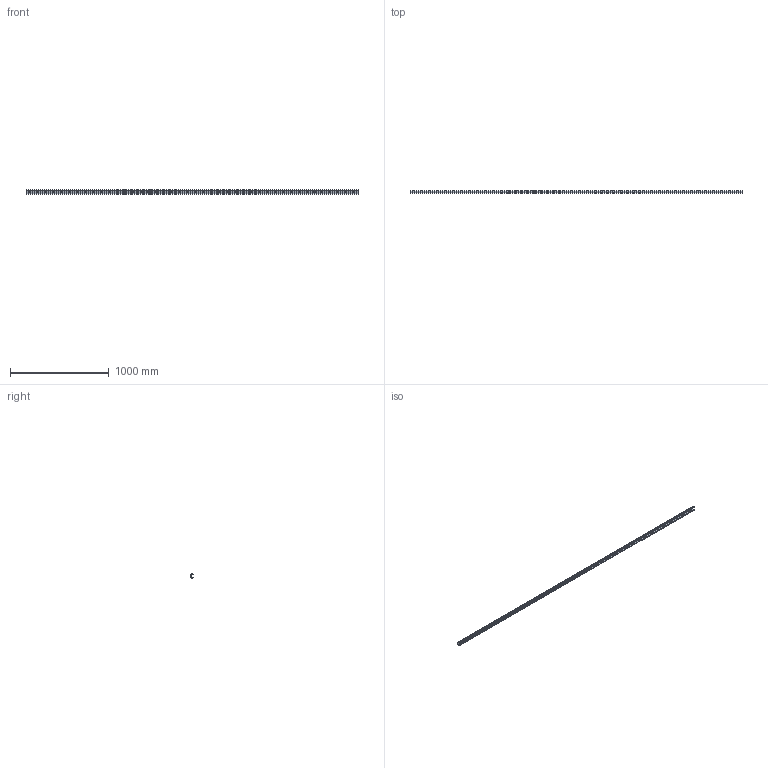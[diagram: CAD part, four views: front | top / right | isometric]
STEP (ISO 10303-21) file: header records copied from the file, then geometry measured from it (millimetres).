
FILE_DESCRIPTION (( 'STEP AP214' ), '1' );
FILE_NAME ('S-LBX 45-3360.STEP', '2023-11-14T09:20:56', ( '' ), ( '' ), 'SwSTEP 2.0', 'SolidWorks 2020', '' );
FILE_SCHEMA (( 'AUTOMOTIVE_DESIGN' ));
Length unit declared in the file: millimetre
Products named in the file (1): S-LBX 45-3360
Bounding box: 3360 x 22.67 x 45.14 mm (x, y, z)
Volume: 941187.5 mm3; surface area: 499015.7 mm2
Topology: 1 solids, 1 shells, 199 faces, 591 edges, 394 vertices
Faces by surface type: plane 100, cylinder 99
Entity records: 6925 total; most frequent: DIRECTION 1189, CARTESIAN_POINT 1185, ORIENTED_EDGE 1182, EDGE_CURVE 591, AXIS2_PLACEMENT_3D 398, VERTEX_POINT 394, VECTOR 393, LINE 393
